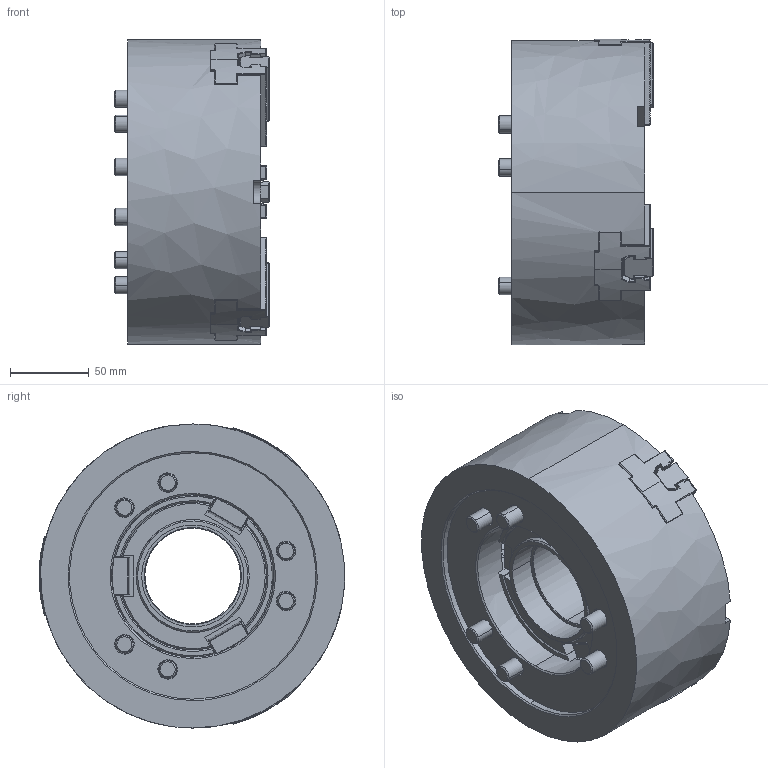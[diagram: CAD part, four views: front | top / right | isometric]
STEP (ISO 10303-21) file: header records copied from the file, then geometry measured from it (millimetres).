
FILE_DESCRIPTION(('FreeCAD Model'),'2;1');
FILE_NAME('Open CASCADE Shape Model','2025-05-08T07:46:42',('FreeCAD'),( 'FreeCAD'),'Open CASCADE STEP processor 7.6','FreeCAD','Unknown');
FILE_SCHEMA(('AUTOMOTIVE_DESIGN { 1 0 10303 214 1 1 1 1 }'));
Products named in the file (1): Open CASCADE STEP translator 7.6 1
Bounding box: 98.59 x 194.42 x 193.5 mm (x, y, z)
Volume: 1977366.6 mm3; surface area: 321372.1 mm2
Topology: 19 solids, 19 shells, 2317 faces, 6181 edges, 3908 vertices
Faces by surface type: bspline 2317
Entity records: 68540 total; most frequent: CARTESIAN_POINT 32695, ORIENTED_EDGE 12290, EDGE_CURVE 6145, B_SPLINE_CURVE_WITH_KNOTS 4770, VERTEX_POINT 3908, FACE_BOUND 2397, EDGE_LOOP 2397, ADVANCED_FACE 2317
